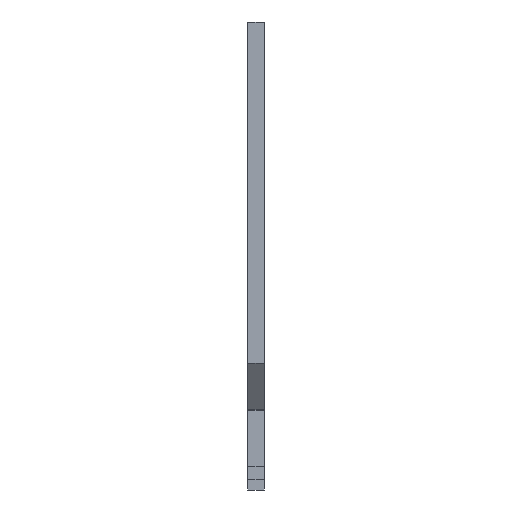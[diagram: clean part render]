
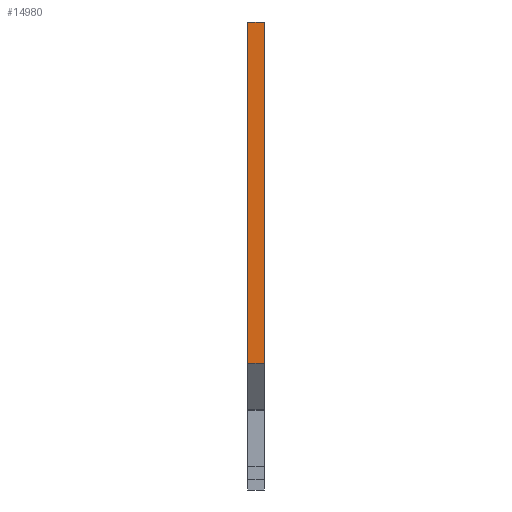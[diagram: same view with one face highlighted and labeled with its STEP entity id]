
A CAD part, front view. The second image highlights one B-rep face of the part: STEP entity #14980.
In plain terms, the highlighted face is planar.
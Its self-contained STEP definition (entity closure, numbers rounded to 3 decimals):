
#2600=CARTESIAN_POINT('',(-67.,52.2,0.));
#2610=VERTEX_POINT('',#2600);
#2640=CARTESIAN_POINT('',(-67.,0.,0.));
#2650=DIRECTION('',(0.,-1.,0.));
#2660=VECTOR('',#2650,1.);
#2670=LINE('',#2640,#2660);
#2680=CARTESIAN_POINT('',(-67.,9.514,0.));
#2690=VERTEX_POINT('',#2680);
#2700=EDGE_CURVE('',#2610,#2690,#2670,.T.);
#7730=CARTESIAN_POINT('',(-67.,9.514,2.05));
#7740=VERTEX_POINT('',#7730);
#7770=CARTESIAN_POINT('',(-67.,0.,2.05));
#7780=DIRECTION('',(0.,-1.,0.));
#7790=VECTOR('',#7780,1.);
#7800=LINE('',#7770,#7790);
#7810=CARTESIAN_POINT('',(-67.,52.2,2.05));
#7820=VERTEX_POINT('',#7810);
#7830=EDGE_CURVE('',#7820,#7740,#7800,.T.);
#14420=CARTESIAN_POINT('',(-67.,52.2,0.));
#14430=DIRECTION('',(0.,0.,-1.));
#14440=VECTOR('',#14430,1.);
#14450=LINE('',#14420,#14440);
#14460=EDGE_CURVE('',#7820,#2610,#14450,.T.);
#14820=CARTESIAN_POINT('',(-67.,11.615,0.));
#14830=DIRECTION('',(-1.,0.,0.));
#14840=DIRECTION('',(0.,1.,0.));
#14850=AXIS2_PLACEMENT_3D('',#14820,#14830,#14840);
#14860=PLANE('',#14850);
#14870=ORIENTED_EDGE('',*,*,#2700,.T.);
#14880=ORIENTED_EDGE('',*,*,#14460,.T.);
#14890=ORIENTED_EDGE('',*,*,#7830,.F.);
#14900=CARTESIAN_POINT('',(-67.,9.514,0.));
#14910=DIRECTION('',(0.,0.,-1.));
#14920=VECTOR('',#14910,1.);
#14930=LINE('',#14900,#14920);
#14940=EDGE_CURVE('',#7740,#2690,#14930,.T.);
#14950=ORIENTED_EDGE('',*,*,#14940,.F.);
#14960=EDGE_LOOP('',(#14950,#14890,#14880,#14870));
#14970=FACE_OUTER_BOUND('',#14960,.T.);
#14980=ADVANCED_FACE('',(#14970),#14860,.T.);
